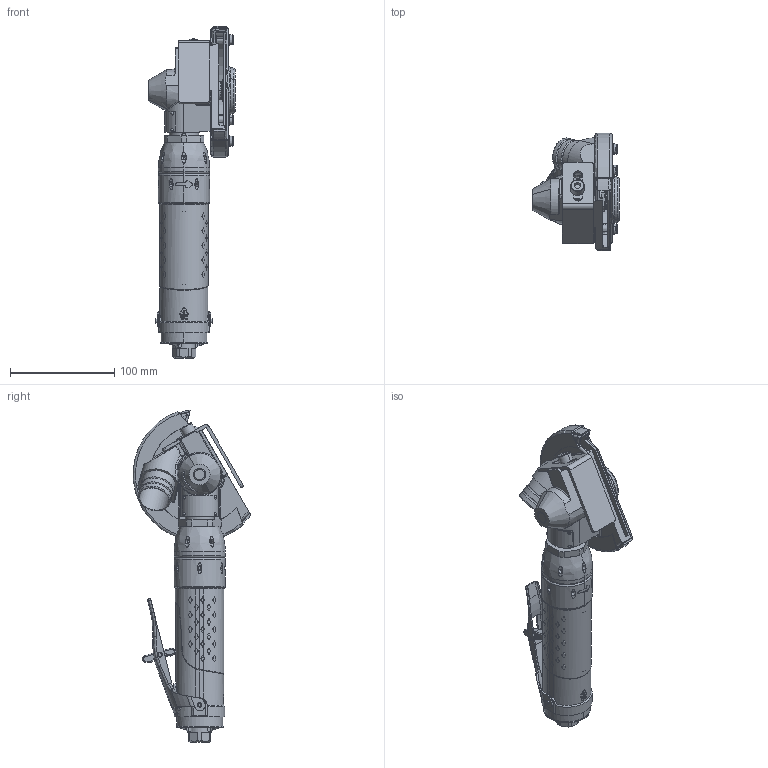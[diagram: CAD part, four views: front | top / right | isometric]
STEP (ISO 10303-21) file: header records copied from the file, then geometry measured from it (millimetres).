
FILE_DESCRIPTION((''),'2;1');
FILE_NAME('EXT_COMP_SW0063','2019-12-04T13:45:32',('INEextrab'),(''),'CREO PARAMETRIC BY PTC INC, 2018100','CREO PARAMETRIC BY PTC INC, 2018100','');
FILE_SCHEMA(('AP242_MANAGED_MODEL_BASED_3D_ENGINEERING_MIM_LF { 1 0 10303 442 1 1 4 }'));
Products named in the file (1): EXT_COMP_SW0063
Bounding box: 83.35 x 112.6 x 318.11 mm (x, y, z)
Volume: 553188.4 mm3; surface area: 200671.6 mm2
Topology: 2 solids, 10 shells, 2046 faces, 5430 edges, 3440 vertices
Faces by surface type: plane 587, cylinder 587, cone 357, bspline 244, torus 230, extrusion 20, sphere 13, revolution 8
Entity records: 134018 total; most frequent: CARTESIAN_POINT 73253, ORIENTED_EDGE 10828, DIRECTION 8180, EDGE_CURVE 5414, VERTEX_POINT 3440, AXIS2_PLACEMENT_3D 3276, B_SPLINE_CURVE_WITH_KNOTS 2340, EDGE_LOOP 2172
